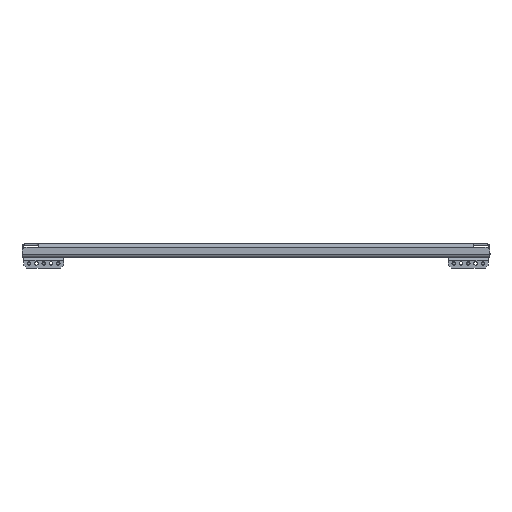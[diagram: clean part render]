
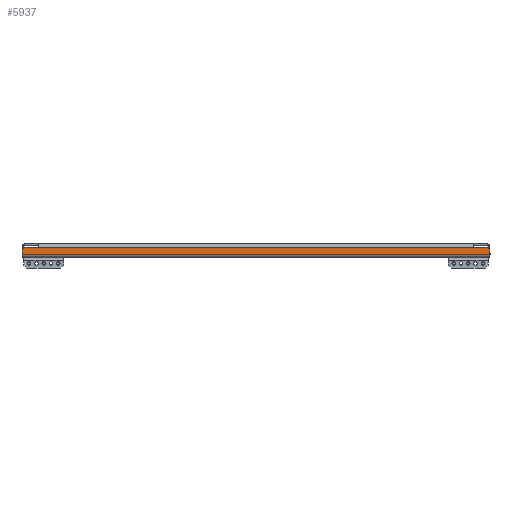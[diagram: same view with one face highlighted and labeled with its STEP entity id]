
A CAD part, left-side view. The second image highlights one B-rep face of the part: STEP entity #5937.
In plain terms, the highlighted planar face has unit normal (-1, 0, 0).
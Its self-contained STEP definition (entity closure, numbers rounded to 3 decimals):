
#364 = DIRECTION ( 'NONE',  ( 0., 0.707, -0.707 ) ) ;
#492 = PLANE ( 'NONE',  #1785 ) ;
#574 = VERTEX_POINT ( 'NONE', #3456 ) ;
#650 = VERTEX_POINT ( 'NONE', #12940 ) ;
#934 = CARTESIAN_POINT ( 'NONE',  ( -349.5, -399.5, -3. ) ) ;
#1332 = ORIENTED_EDGE ( 'NONE', *, *, #10735, .T. ) ;
#1785 = AXIS2_PLACEMENT_3D ( 'NONE', #6581, #11808, #7619 ) ;
#1824 = CARTESIAN_POINT ( 'NONE',  ( -349.5, 394.5, -3. ) ) ;
#1839 = VERTEX_POINT ( 'NONE', #5368 ) ;
#2019 = CARTESIAN_POINT ( 'NONE',  ( -349.5, -399.5, -8. ) ) ;
#2036 = ORIENTED_EDGE ( 'NONE', *, *, #13099, .T. ) ;
#2052 = EDGE_CURVE ( 'NONE', #7627, #650, #10886, .T. ) ;
#2141 = CARTESIAN_POINT ( 'NONE',  ( -349.5, 371.5, -3. ) ) ;
#2170 = ORIENTED_EDGE ( 'NONE', *, *, #7656, .T. ) ;
#3295 = EDGE_CURVE ( 'NONE', #10887, #574, #11837, .T. ) ;
#3456 = CARTESIAN_POINT ( 'NONE',  ( -349.5, 399.5, -8. ) ) ;
#4119 = ORIENTED_EDGE ( 'NONE', *, *, #3295, .T. ) ;
#4137 = VERTEX_POINT ( 'NONE', #7971 ) ;
#4863 = CARTESIAN_POINT ( 'NONE',  ( -349.5, -399.5, 0. ) ) ;
#4944 = CARTESIAN_POINT ( 'NONE',  ( -349.5, -399.5, -3. ) ) ;
#5104 = VECTOR ( 'NONE', #11573, 1000. ) ;
#5105 = ORIENTED_EDGE ( 'NONE', *, *, #6765, .T. ) ;
#5248 = ORIENTED_EDGE ( 'NONE', *, *, #7485, .T. ) ;
#5368 = CARTESIAN_POINT ( 'NONE',  ( -349.5, -399.5, -8. ) ) ;
#5658 = CARTESIAN_POINT ( 'NONE',  ( -349.5, 399.5, -15. ) ) ;
#5663 = CARTESIAN_POINT ( 'NONE',  ( -349.5, 399.5, 0. ) ) ;
#5861 = FACE_OUTER_BOUND ( 'NONE', #8298, .T. ) ;
#5937 = ADVANCED_FACE ( 'NONE', ( #5861 ), #492, .F. ) ;
#6142 = LINE ( 'NONE', #4863, #12710 ) ;
#6354 = LINE ( 'NONE', #9674, #5104 ) ;
#6581 = CARTESIAN_POINT ( 'NONE',  ( -349.5, 0., 0. ) ) ;
#6703 = DIRECTION ( 'NONE',  ( 0., 0., 1. ) ) ;
#6765 = EDGE_CURVE ( 'NONE', #574, #12182, #7907, .T. ) ;
#6875 = VECTOR ( 'NONE', #11079, 1000. ) ;
#7376 = DIRECTION ( 'NONE',  ( 0., -1., 0. ) ) ;
#7406 = VECTOR ( 'NONE', #12185, 1000. ) ;
#7485 = EDGE_CURVE ( 'NONE', #1839, #650, #8200, .T. ) ;
#7575 = EDGE_CURVE ( 'NONE', #10887, #9509, #10608, .T. ) ;
#7619 = DIRECTION ( 'NONE',  ( 0., 0., -1. ) ) ;
#7627 = VERTEX_POINT ( 'NONE', #10332 ) ;
#7656 = EDGE_CURVE ( 'NONE', #7627, #9509, #7883, .T. ) ;
#7883 = LINE ( 'NONE', #2141, #13023 ) ;
#7907 = LINE ( 'NONE', #5663, #10779 ) ;
#7971 = CARTESIAN_POINT ( 'NONE',  ( -349.5, -399.5, -15. ) ) ;
#8200 = LINE ( 'NONE', #2019, #7406 ) ;
#8298 = EDGE_LOOP ( 'NONE', ( #2036, #5248, #12571, #2170, #11253, #4119, #5105, #1332 ) ) ;
#9257 = VECTOR ( 'NONE', #364, 1000. ) ;
#9509 = VERTEX_POINT ( 'NONE', #12530 ) ;
#9674 = CARTESIAN_POINT ( 'NONE',  ( -349.5, 399.5, -15. ) ) ;
#10332 = CARTESIAN_POINT ( 'NONE',  ( -349.5, -371.5, -3. ) ) ;
#10608 = LINE ( 'NONE', #934, #10922 ) ;
#10679 = DIRECTION ( 'NONE',  ( 0., 0., -1. ) ) ;
#10735 = EDGE_CURVE ( 'NONE', #12182, #4137, #6354, .T. ) ;
#10779 = VECTOR ( 'NONE', #10679, 1000. ) ;
#10886 = LINE ( 'NONE', #4944, #6875 ) ;
#10887 = VERTEX_POINT ( 'NONE', #1824 ) ;
#10922 = VECTOR ( 'NONE', #7376, 1000. ) ;
#11079 = DIRECTION ( 'NONE',  ( 0., -1., 0. ) ) ;
#11253 = ORIENTED_EDGE ( 'NONE', *, *, #7575, .F. ) ;
#11573 = DIRECTION ( 'NONE',  ( 0., -1., 0. ) ) ;
#11597 = CARTESIAN_POINT ( 'NONE',  ( -349.5, 394.5, -3. ) ) ;
#11808 = DIRECTION ( 'NONE',  ( 1., 0., 0. ) ) ;
#11837 = LINE ( 'NONE', #11597, #9257 ) ;
#12182 = VERTEX_POINT ( 'NONE', #5658 ) ;
#12185 = DIRECTION ( 'NONE',  ( 0., 0.707, 0.707 ) ) ;
#12443 = DIRECTION ( 'NONE',  ( 0., 1., 0. ) ) ;
#12530 = CARTESIAN_POINT ( 'NONE',  ( -349.5, 371.5, -3. ) ) ;
#12571 = ORIENTED_EDGE ( 'NONE', *, *, #2052, .F. ) ;
#12710 = VECTOR ( 'NONE', #6703, 1000. ) ;
#12940 = CARTESIAN_POINT ( 'NONE',  ( -349.5, -394.5, -3. ) ) ;
#13023 = VECTOR ( 'NONE', #12443, 1000. ) ;
#13099 = EDGE_CURVE ( 'NONE', #4137, #1839, #6142, .T. ) ;
